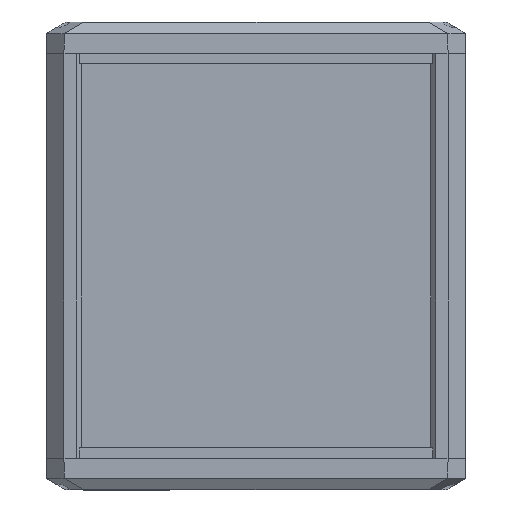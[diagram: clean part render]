
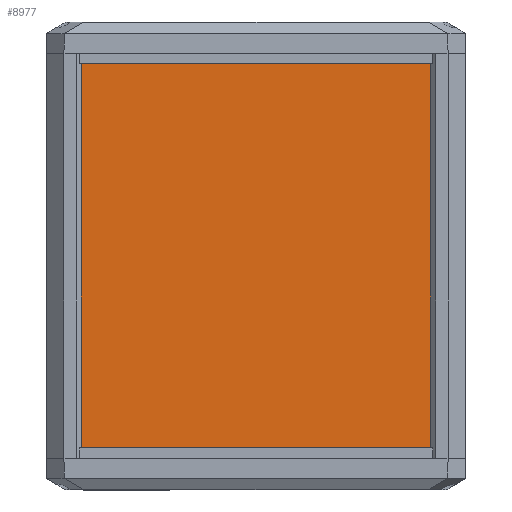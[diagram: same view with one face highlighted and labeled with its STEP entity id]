
A CAD part, top view. The second image highlights one B-rep face of the part: STEP entity #8977.
In plain terms, the highlighted face is planar.
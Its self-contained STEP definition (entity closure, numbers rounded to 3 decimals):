
#615=FACE_OUTER_BOUND('',#1075,.T.);
#1075=EDGE_LOOP('',(#6685,#6686,#6687,#6688));
#2053=LINE('',#13535,#3031);
#2054=LINE('',#13537,#3032);
#2055=LINE('',#13539,#3033);
#2056=LINE('',#13540,#3034);
#3031=VECTOR('',#10951,10.);
#3032=VECTOR('',#10952,10.);
#3033=VECTOR('',#10953,10.);
#3034=VECTOR('',#10954,10.);
#3913=VERTEX_POINT('',#13533);
#3914=VERTEX_POINT('',#13534);
#3915=VERTEX_POINT('',#13536);
#3916=VERTEX_POINT('',#13538);
#4939=EDGE_CURVE('',#3913,#3914,#2053,.T.);
#4940=EDGE_CURVE('',#3914,#3915,#2054,.T.);
#4941=EDGE_CURVE('',#3915,#3916,#2055,.T.);
#4942=EDGE_CURVE('',#3916,#3913,#2056,.T.);
#6685=ORIENTED_EDGE('',*,*,#4939,.T.);
#6686=ORIENTED_EDGE('',*,*,#4940,.T.);
#6687=ORIENTED_EDGE('',*,*,#4941,.T.);
#6688=ORIENTED_EDGE('',*,*,#4942,.T.);
#8617=PLANE('',#9627);
#8977=ADVANCED_FACE('',(#615),#8617,.T.);
#9627=AXIS2_PLACEMENT_3D('',#13532,#10949,#10950);
#10949=DIRECTION('center_axis',(0.,0.,-1.));
#10950=DIRECTION('ref_axis',(-1.,0.,0.));
#10951=DIRECTION('',(1.,0.,0.));
#10952=DIRECTION('',(0.,-1.,0.));
#10953=DIRECTION('',(-1.,0.,0.));
#10954=DIRECTION('',(0.,1.,0.));
#13532=CARTESIAN_POINT('Origin',(0.,0.,-1.));
#13533=CARTESIAN_POINT('',(-58.,50.9,-1.));
#13534=CARTESIAN_POINT('',(58.,50.9,-1.));
#13535=CARTESIAN_POINT('',(-58.,50.9,-1.));
#13536=CARTESIAN_POINT('',(58.,-50.9,-1.));
#13537=CARTESIAN_POINT('',(58.,50.9,-1.));
#13538=CARTESIAN_POINT('',(-58.,-50.9,-1.));
#13539=CARTESIAN_POINT('',(58.,-50.9,-1.));
#13540=CARTESIAN_POINT('',(-58.,-50.9,-1.));
